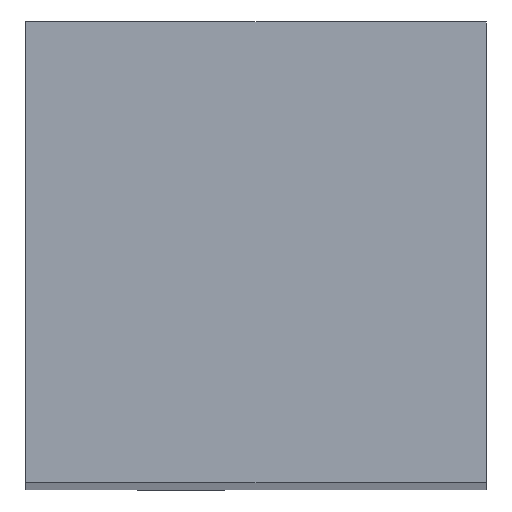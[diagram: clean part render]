
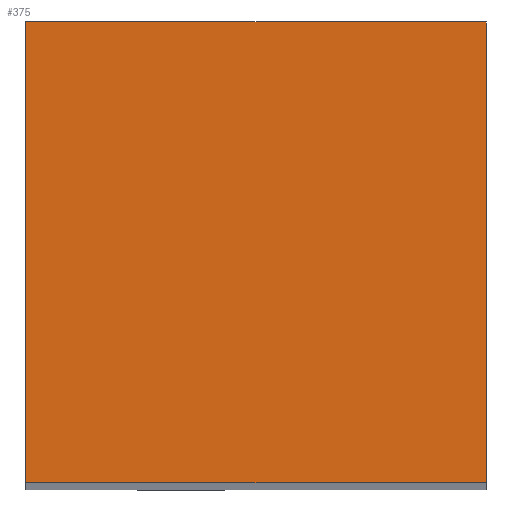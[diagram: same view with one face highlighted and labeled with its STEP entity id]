
A CAD part, top view. The second image highlights one B-rep face of the part: STEP entity #375.
In plain terms, the highlighted face is planar.
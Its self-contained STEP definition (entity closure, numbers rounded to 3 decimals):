
#300=CARTESIAN_POINT('',(0.,0.,9.));
#301=VERTEX_POINT('',#300);
#305=CARTESIAN_POINT('',(0.,0.,-1.));
#306=DIRECTION('',(0.,0.,1.));
#307=VECTOR('',#306,10.);
#308=LINE('',#305,#307);
#309=CARTESIAN_POINT('',(0.,0.,-1.));
#310=VERTEX_POINT('',#309);
#311=EDGE_CURVE('',#310,#301,#308,.T.);
#341=CARTESIAN_POINT('',(0.,4.6,3.6));
#342=DIRECTION('',(-1.,0.,0.));
#343=DIRECTION('',(0.,0.,1.));
#344=AXIS2_PLACEMENT_3D('',#341,#342,#343);
#345=PLANE('',#344);
#346=CARTESIAN_POINT('',(0.,0.,9.));
#347=DIRECTION('',(0.,1.,0.));
#348=VECTOR('',#347,10.);
#349=LINE('',#346,#348);
#350=CARTESIAN_POINT('',(0.,10.,9.));
#351=VERTEX_POINT('',#350);
#352=EDGE_CURVE('',#301,#351,#349,.T.);
#353=ORIENTED_EDGE('Edge 311',*,*,#352,.F.);
#355=CARTESIAN_POINT('',(0.,10.,-1.));
#356=DIRECTION('',(0.,0.,1.));
#357=VECTOR('',#356,10.);
#358=LINE('',#355,#357);
#359=CARTESIAN_POINT('',(0.,10.,-1.));
#360=VERTEX_POINT('',#359);
#361=EDGE_CURVE('',#360,#351,#358,.T.);
#362=ORIENTED_EDGE('Edge 316',*,*,#361,.T.);
#364=CARTESIAN_POINT('',(0.,0.,-1.));
#365=DIRECTION('',(0.,1.,0.));
#366=VECTOR('',#365,10.);
#367=LINE('',#364,#366);
#368=EDGE_CURVE('',#310,#360,#367,.T.);
#369=ORIENTED_EDGE('Edge 321',*,*,#368,.T.);
#371=ORIENTED_EDGE('Edge 326',*,*,#311,.F.);
#373=EDGE_LOOP('',(#371,#369,#362,#353));
#374=FACE_OUTER_BOUND('Loop 327',#373,.T.);
#375=ADVANCED_FACE('Face 328',(#374),#345,.F.);
